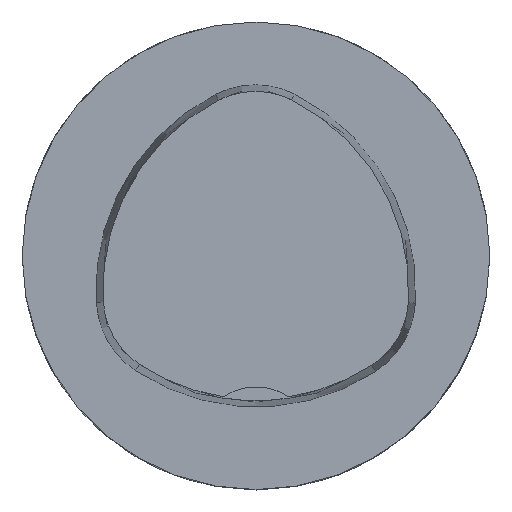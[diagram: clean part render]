
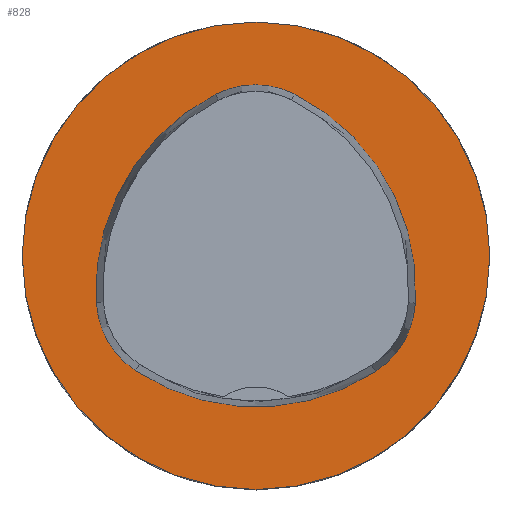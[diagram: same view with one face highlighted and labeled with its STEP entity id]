
A CAD part, top view. The second image highlights one B-rep face of the part: STEP entity #828.
In plain terms, the highlighted planar face has unit normal (0, 0, 1).
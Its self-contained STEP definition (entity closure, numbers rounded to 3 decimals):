
#351=FACE_BOUND('',#1922,.T.);
#352=FACE_BOUND('',#1923,.T.);
#828=ADVANCED_FACE('',(#351,#352),#1170,.T.);
#1170=PLANE('',#7952);
#1922=EDGE_LOOP('',(#5172,#5173,#5174,#5175,#5176,#5177));
#1923=EDGE_LOOP('',(#5178));
#5172=ORIENTED_EDGE('',*,*,#7050,.T.);
#5173=ORIENTED_EDGE('',*,*,#7030,.T.);
#5174=ORIENTED_EDGE('',*,*,#7034,.T.);
#5175=ORIENTED_EDGE('',*,*,#7037,.T.);
#5176=ORIENTED_EDGE('',*,*,#7040,.T.);
#5177=ORIENTED_EDGE('',*,*,#7048,.T.);
#5178=ORIENTED_EDGE('',*,*,#7021,.F.);
#6050=VERTEX_POINT('',#12333);
#6059=VERTEX_POINT('',#12352);
#6060=VERTEX_POINT('',#12353);
#6063=VERTEX_POINT('',#12361);
#6065=VERTEX_POINT('',#12367);
#6067=VERTEX_POINT('',#12373);
#6074=VERTEX_POINT('',#12394);
#7021=EDGE_CURVE('',#6050,#6050,#7315,.T.);
#7030=EDGE_CURVE('',#6059,#6060,#7316,.T.);
#7034=EDGE_CURVE('',#6060,#6063,#7318,.T.);
#7037=EDGE_CURVE('',#6063,#6065,#7320,.T.);
#7040=EDGE_CURVE('',#6065,#6067,#7322,.T.);
#7048=EDGE_CURVE('',#6067,#6074,#7326,.T.);
#7050=EDGE_CURVE('',#6074,#6059,#7328,.T.);
#7315=CIRCLE('',#7923,16.);
#7316=CIRCLE('',#7929,15.);
#7318=CIRCLE('',#7932,6.);
#7320=CIRCLE('',#7935,15.);
#7322=CIRCLE('',#7938,6.);
#7326=CIRCLE('',#7943,15.);
#7328=CIRCLE('',#7946,6.);
#7923=AXIS2_PLACEMENT_3D('',#12332,#9613,#9614);
#7929=AXIS2_PLACEMENT_3D('',#12351,#9629,#9630);
#7932=AXIS2_PLACEMENT_3D('',#12360,#9637,#9638);
#7935=AXIS2_PLACEMENT_3D('',#12366,#9644,#9645);
#7938=AXIS2_PLACEMENT_3D('',#12372,#9651,#9652);
#7943=AXIS2_PLACEMENT_3D('',#12395,#9663,#9664);
#7946=AXIS2_PLACEMENT_3D('',#12398,#9669,#9670);
#7952=AXIS2_PLACEMENT_3D('',#12404,#9681,#9682);
#9613=DIRECTION('',(0.,0.,-1.));
#9614=DIRECTION('',(-1.,0.,0.));
#9629=DIRECTION('',(0.,0.,-1.));
#9630=DIRECTION('',(-1.,0.,0.));
#9637=DIRECTION('',(0.,0.,-1.));
#9638=DIRECTION('',(-1.,0.,0.));
#9644=DIRECTION('',(0.,0.,-1.));
#9645=DIRECTION('',(-1.,0.,0.));
#9651=DIRECTION('',(0.,0.,-1.));
#9652=DIRECTION('',(-1.,0.,0.));
#9663=DIRECTION('',(0.,0.,-1.));
#9664=DIRECTION('',(-1.,0.,0.));
#9669=DIRECTION('',(0.,0.,-1.));
#9670=DIRECTION('',(-1.,0.,0.));
#9681=DIRECTION('',(0.,0.,1.));
#9682=DIRECTION('',(1.,0.,0.));
#12332=CARTESIAN_POINT('',(0.,0.,0.));
#12333=CARTESIAN_POINT('',(-16.,0.,0.));
#12351=CARTESIAN_POINT('',(4.048,-2.316,0.));
#12352=CARTESIAN_POINT('',(-10.926,-3.206,0.));
#12353=CARTESIAN_POINT('',(-2.774,11.043,0.));
#12360=CARTESIAN_POINT('',(-0.045,5.7,0.));
#12361=CARTESIAN_POINT('',(2.638,11.066,0.));
#12366=CARTESIAN_POINT('',(-4.07,-2.35,0.));
#12367=CARTESIAN_POINT('',(10.903,-3.249,0.));
#12372=CARTESIAN_POINT('',(4.914,-2.889,0.));
#12373=CARTESIAN_POINT('',(8.177,-7.924,0.));
#12394=CARTESIAN_POINT('',(-8.24,-7.859,0.));
#12395=CARTESIAN_POINT('',(0.019,4.663,0.));
#12398=CARTESIAN_POINT('',(-4.936,-2.85,0.));
#12404=CARTESIAN_POINT('',(0.,0.,0.));
